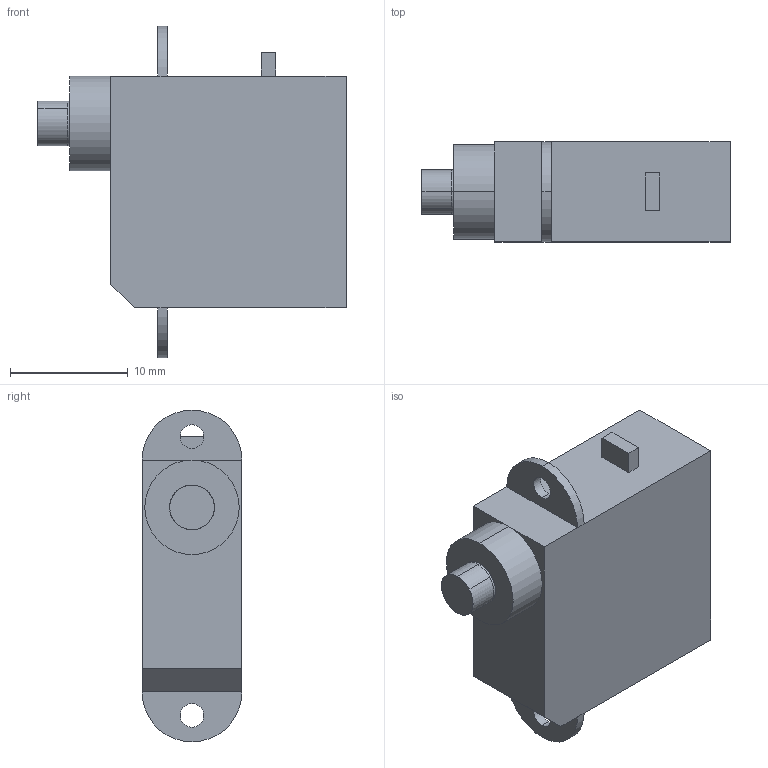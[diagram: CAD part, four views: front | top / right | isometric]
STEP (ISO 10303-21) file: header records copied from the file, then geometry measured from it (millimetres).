
FILE_DESCRIPTION (( 'STEP AP214' ), '1' );
FILE_NAME ('PTK 7350.STEP', '2025-09-29T07:41:00', ( 'Windows User' ), ( '' ), 'SwSTEP 2.0', 'SolidWorks 2023', '' );
FILE_SCHEMA (( 'AUTOMOTIVE_DESIGN' ));
Length unit declared in the file: millimetre
Products named in the file (1): PTK 7350
Bounding box: 26.2 x 8.5 x 28.2 mm (x, y, z)
Volume: 3657.9 mm3; surface area: 1805.8 mm2
Topology: 2 solids, 2 shells, 41 faces, 89 edges, 56 vertices
Faces by surface type: plane 24, cylinder 17
Entity records: 1498 total; most frequent: DIRECTION 207, CARTESIAN_POINT 187, ORIENTED_EDGE 178, EDGE_CURVE 89, AXIS2_PLACEMENT_3D 76, VERTEX_POINT 56, LINE 55, VECTOR 55
